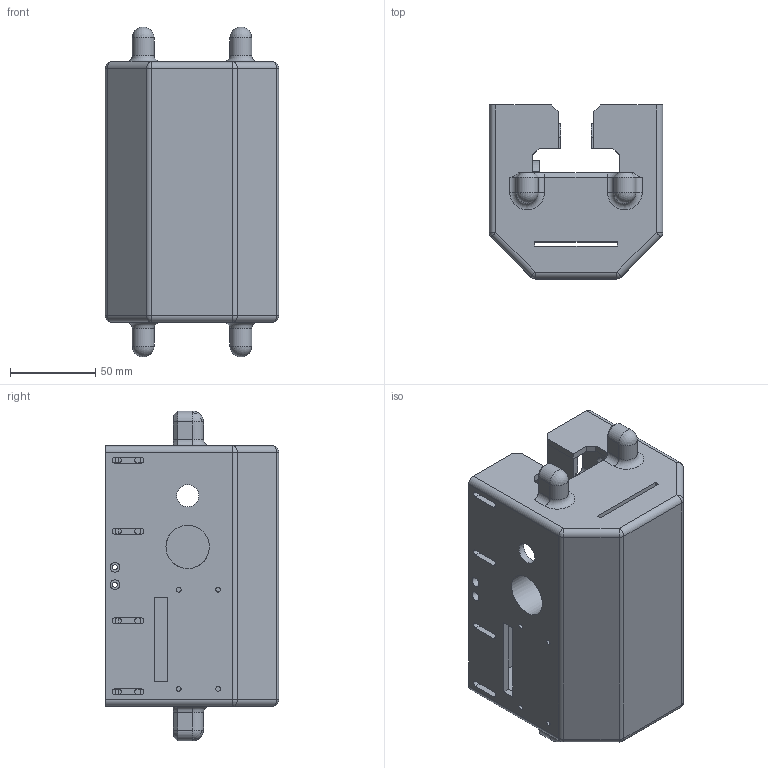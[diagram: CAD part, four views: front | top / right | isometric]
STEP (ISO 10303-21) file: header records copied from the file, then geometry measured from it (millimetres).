
FILE_DESCRIPTION(/* description */ (''),/* implementation_level */ '2;1');
FILE_NAME(/* name */ 'v6.1.1_Assembly v2.step',/* time_stamp */ '2019-06-10T09:20:18-07:00',/* author */ (''),/* organization */ (''),/* preprocessor_version */ 'ST-DEVELOPER v18',/* originating_system */ 'Autodesk Translation Framework v8.2.0.1029',/* authorisation */ '');
FILE_SCHEMA (('AUTOMOTIVE_DESIGN { 1 0 10303 214 3 1 1 }'));
Length unit declared in the file: inch
Products named in the file (5): v6.1.1_Assembly; v6.1.1_Chassis; MotorDriveHousingMk6 v22; Motor Mount Rail 6.1.1 v2; v6.1.1_Rail
Assembly tree (7 placements, depth 3):
  v6.1.1_Assembly
    v6.1.1_Chassis
      MotorDriveHousingMk6 v22
      Motor Mount Rail 6.1.1 v2
    v6.1.1_Rail  x4
Bounding box: 101.6 x 101.6 x 193.04 mm (x, y, z)
Volume: 264931.2 mm3; surface area: 157306.3 mm2
Topology: 5 solids, 5 shells, 380 faces, 1071 edges, 698 vertices
Faces by surface type: plane 236, cylinder 116, cone 12, sphere 12, torus 4
Full cylindrical faces by diameter (mm): 2.75 x4, 3.048 x4, 3.556 x16, 4.75 x4, 5.715 x4, 12.954 x2, 25.4 x1
Entity records: 8414 total; most frequent: DIRECTION 1450, CARTESIAN_POINT 1433, ORIENTED_EDGE 1400, EDGE_CURVE 700, LINE 488, VECTOR 488, AXIS2_PLACEMENT_3D 481, VERTEX_POINT 452
